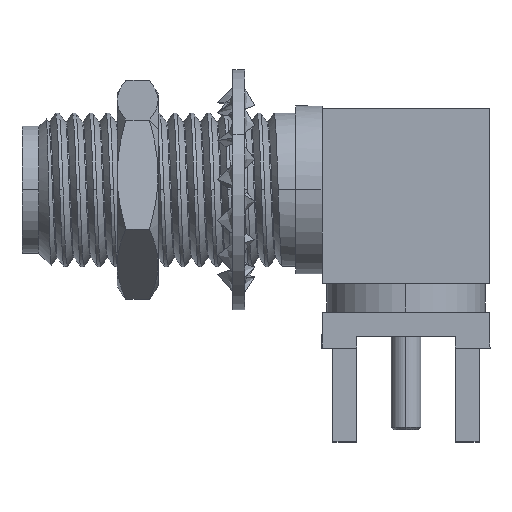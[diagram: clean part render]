
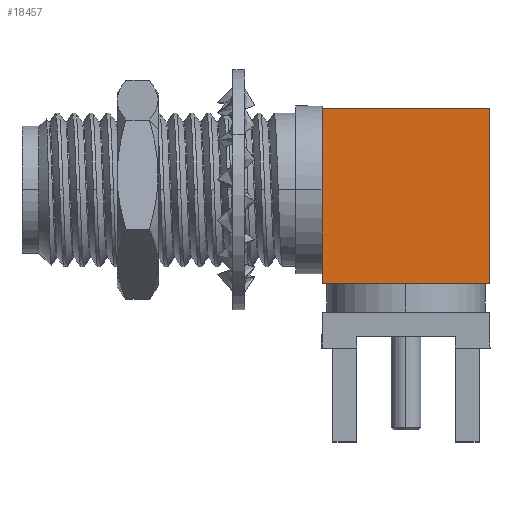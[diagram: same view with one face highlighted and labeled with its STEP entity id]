
A CAD part, top view. The second image highlights one B-rep face of the part: STEP entity #18457.
In plain terms, the highlighted planar face has unit normal (0, 0, 1).
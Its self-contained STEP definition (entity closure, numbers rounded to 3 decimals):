
#1324 = EDGE_LOOP ( 'NONE', ( #2782, #26452, #23810, #29286, #23554 ) ) ;
#2782 = ORIENTED_EDGE ( 'NONE', *, *, #31121, .T. ) ;
#2936 = CARTESIAN_POINT ( 'NONE',  ( 12.5, -3.9, 3.5 ) ) ;
#3040 = VECTOR ( 'NONE', #10250, 1000. ) ;
#3127 = DIRECTION ( 'NONE',  ( 0., 1., 0. ) ) ;
#4477 = CARTESIAN_POINT ( 'NONE',  ( 19.5, -3.9, 3.5 ) ) ;
#5401 = EDGE_CURVE ( 'NONE', #16827, #22963, #22461, .T. ) ;
#5866 = CARTESIAN_POINT ( 'NONE',  ( 19.5, 3.4, 3.5 ) ) ;
#6139 = LINE ( 'NONE', #9641, #13275 ) ;
#7207 = LINE ( 'NONE', #24527, #8053 ) ;
#8053 = VECTOR ( 'NONE', #10830, 1000. ) ;
#9152 = VECTOR ( 'NONE', #12739, 1000. ) ;
#9641 = CARTESIAN_POINT ( 'NONE',  ( 19.5, 3.4, 3.5 ) ) ;
#10250 = DIRECTION ( 'NONE',  ( -1., 0., 0. ) ) ;
#10315 = VERTEX_POINT ( 'NONE', #4477 ) ;
#10830 = DIRECTION ( 'NONE',  ( 0., -1., 0. ) ) ;
#12739 = DIRECTION ( 'NONE',  ( -1., 0., 0. ) ) ;
#13275 = VECTOR ( 'NONE', #31150, 1000. ) ;
#13568 = VECTOR ( 'NONE', #16598, 1000. ) ;
#13668 = CARTESIAN_POINT ( 'NONE',  ( 19.5, 3.4, 3.5 ) ) ;
#14664 = EDGE_CURVE ( 'NONE', #30325, #33924, #16343, .T. ) ;
#16343 = LINE ( 'NONE', #26324, #9152 ) ;
#16598 = DIRECTION ( 'NONE',  ( 0., -1., 0. ) ) ;
#16827 = VERTEX_POINT ( 'NONE', #25783 ) ;
#16837 = CARTESIAN_POINT ( 'NONE',  ( 12.5, 3.4, 3.5 ) ) ;
#18457 = ADVANCED_FACE ( 'NONE', ( #30155 ), #21822, .F. ) ;
#19219 = DIRECTION ( 'NONE',  ( 0., 0., -1. ) ) ;
#21446 = EDGE_CURVE ( 'NONE', #30325, #10315, #6139, .T. ) ;
#21822 = PLANE ( 'NONE',  #34477 ) ;
#22461 = LINE ( 'NONE', #32664, #13568 ) ;
#22963 = VERTEX_POINT ( 'NONE', #2936 ) ;
#23554 = ORIENTED_EDGE ( 'NONE', *, *, #14664, .T. ) ;
#23810 = ORIENTED_EDGE ( 'NONE', *, *, #31748, .F. ) ;
#24527 = CARTESIAN_POINT ( 'NONE',  ( 12.5, 3.4, 3.5 ) ) ;
#25783 = CARTESIAN_POINT ( 'NONE',  ( 12.5, 0., 3.5 ) ) ;
#26324 = CARTESIAN_POINT ( 'NONE',  ( 19.5, 3.4, 3.5 ) ) ;
#26452 = ORIENTED_EDGE ( 'NONE', *, *, #5401, .T. ) ;
#29080 = CARTESIAN_POINT ( 'NONE',  ( 19.5, -3.9, 3.5 ) ) ;
#29286 = ORIENTED_EDGE ( 'NONE', *, *, #21446, .F. ) ;
#30155 = FACE_OUTER_BOUND ( 'NONE', #1324, .T. ) ;
#30325 = VERTEX_POINT ( 'NONE', #5866 ) ;
#31121 = EDGE_CURVE ( 'NONE', #33924, #16827, #7207, .T. ) ;
#31150 = DIRECTION ( 'NONE',  ( 0., -1., 0. ) ) ;
#31599 = LINE ( 'NONE', #29080, #3040 ) ;
#31748 = EDGE_CURVE ( 'NONE', #10315, #22963, #31599, .T. ) ;
#32664 = CARTESIAN_POINT ( 'NONE',  ( 12.5, 3.4, 3.5 ) ) ;
#33924 = VERTEX_POINT ( 'NONE', #16837 ) ;
#34477 = AXIS2_PLACEMENT_3D ( 'NONE', #13668, #19219, #3127 ) ;
